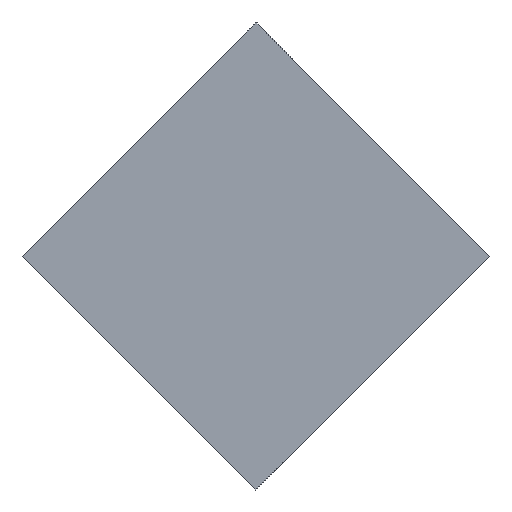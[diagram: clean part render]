
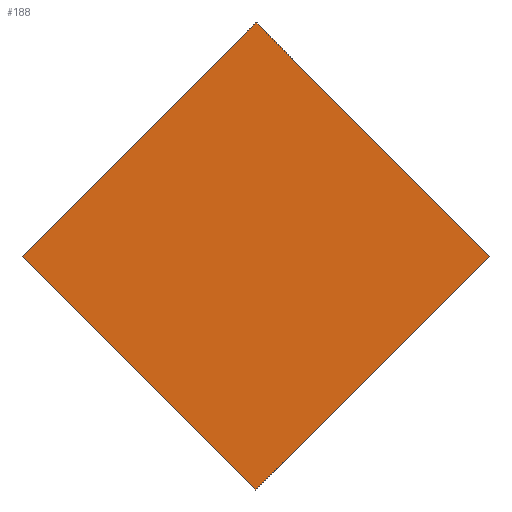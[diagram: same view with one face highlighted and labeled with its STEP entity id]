
A CAD part, front view. The second image highlights one B-rep face of the part: STEP entity #188.
In plain terms, the highlighted planar face has unit normal (0, -1, 0).
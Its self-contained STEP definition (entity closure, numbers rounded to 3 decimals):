
#10 = ORIENTED_EDGE ( 'NONE', *, *, #58, .F. ) ;
#27 = DIRECTION ( 'NONE',  ( 0.707, 0., 0.707 ) ) ;
#32 = CARTESIAN_POINT ( 'NONE',  ( -10.607, -8., 10.607 ) ) ;
#33 = LINE ( 'NONE', #214, #84 ) ;
#43 = EDGE_CURVE ( 'NONE', #210, #110, #209, .T. ) ;
#45 = CARTESIAN_POINT ( 'NONE',  ( -10.607, -8., -31.82 ) ) ;
#53 = DIRECTION ( 'NONE',  ( 0., 0., 1. ) ) ;
#55 = DIRECTION ( 'NONE',  ( -0.707, 0., -0.707 ) ) ;
#58 = EDGE_CURVE ( 'NONE', #83, #210, #61, .T. ) ;
#61 = LINE ( 'NONE', #101, #151 ) ;
#67 = VECTOR ( 'NONE', #27, 1000. ) ;
#71 = CARTESIAN_POINT ( 'NONE',  ( 10.607, -8., -10.607 ) ) ;
#74 = DIRECTION ( 'NONE',  ( 0., 1., 0. ) ) ;
#82 = EDGE_LOOP ( 'NONE', ( #10, #86, #226, #184 ) ) ;
#83 = VERTEX_POINT ( 'NONE', #45 ) ;
#84 = VECTOR ( 'NONE', #55, 1000. ) ;
#86 = ORIENTED_EDGE ( 'NONE', *, *, #180, .F. ) ;
#101 = CARTESIAN_POINT ( 'NONE',  ( -21.213, -8., -21.213 ) ) ;
#110 = VERTEX_POINT ( 'NONE', #32 ) ;
#131 = DIRECTION ( 'NONE',  ( -0.707, 0., 0.707 ) ) ;
#138 = CARTESIAN_POINT ( 'NONE',  ( -31.82, -8., -10.607 ) ) ;
#146 = AXIS2_PLACEMENT_3D ( 'NONE', #198, #74, #53 ) ;
#151 = VECTOR ( 'NONE', #131, 1000. ) ;
#153 = VERTEX_POINT ( 'NONE', #71 ) ;
#162 = CARTESIAN_POINT ( 'NONE',  ( 0., -8., 0. ) ) ;
#164 = PLANE ( 'NONE',  #146 ) ;
#175 = VECTOR ( 'NONE', #215, 1000. ) ;
#177 = FACE_OUTER_BOUND ( 'NONE', #82, .T. ) ;
#180 = EDGE_CURVE ( 'NONE', #153, #83, #33, .T. ) ;
#184 = ORIENTED_EDGE ( 'NONE', *, *, #43, .F. ) ;
#188 = ADVANCED_FACE ( 'NONE', ( #177 ), #164, .F. ) ;
#198 = CARTESIAN_POINT ( 'NONE',  ( 0., -8., 0. ) ) ;
#209 = LINE ( 'NONE', #229, #67 ) ;
#210 = VERTEX_POINT ( 'NONE', #138 ) ;
#211 = EDGE_CURVE ( 'NONE', #153, #110, #236, .T. ) ;
#214 = CARTESIAN_POINT ( 'NONE',  ( 10.607, -8., -10.607 ) ) ;
#215 = DIRECTION ( 'NONE',  ( -0.707, 0., 0.707 ) ) ;
#226 = ORIENTED_EDGE ( 'NONE', *, *, #211, .T. ) ;
#229 = CARTESIAN_POINT ( 'NONE',  ( -10.607, -8., 10.607 ) ) ;
#236 = LINE ( 'NONE', #162, #175 ) ;
